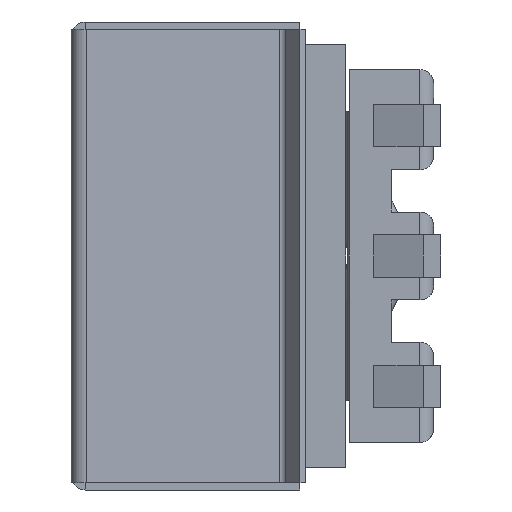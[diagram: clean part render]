
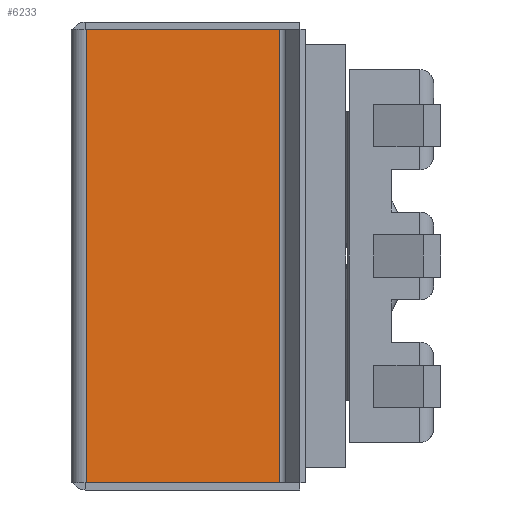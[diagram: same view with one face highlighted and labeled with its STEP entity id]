
A CAD part, left-side view. The second image highlights one B-rep face of the part: STEP entity #6233.
In plain terms, the highlighted planar face has unit normal (-0.998, -0.058, 0).
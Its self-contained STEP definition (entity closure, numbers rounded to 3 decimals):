
#605=PLANE('',#6767);
#940=FACE_OUTER_BOUND('',#1302,.T.);
#1302=EDGE_LOOP('',(#5702,#5703,#5704,#5705));
#1960=LINE('',#10655,#2630);
#1961=LINE('',#10657,#2631);
#1962=LINE('',#10659,#2632);
#1963=LINE('',#10660,#2633);
#2630=VECTOR('',#8150,10.);
#2631=VECTOR('',#8151,10.);
#2632=VECTOR('',#8152,10.);
#2633=VECTOR('',#8153,10.);
#3282=VERTEX_POINT('',#10646);
#3284=VERTEX_POINT('',#10654);
#3285=VERTEX_POINT('',#10656);
#3286=VERTEX_POINT('',#10658);
#4101=EDGE_CURVE('',#3284,#3282,#1960,.T.);
#4102=EDGE_CURVE('',#3285,#3284,#1961,.T.);
#4103=EDGE_CURVE('',#3285,#3286,#1962,.T.);
#4104=EDGE_CURVE('',#3282,#3286,#1963,.T.);
#5702=ORIENTED_EDGE('',*,*,#4101,.F.);
#5703=ORIENTED_EDGE('',*,*,#4102,.F.);
#5704=ORIENTED_EDGE('',*,*,#4103,.T.);
#5705=ORIENTED_EDGE('',*,*,#4104,.F.);
#6233=ADVANCED_FACE('',(#940),#605,.T.);
#6767=AXIS2_PLACEMENT_3D('',#10653,#8148,#8149);
#8148=DIRECTION('center_axis',(-0.998,-0.058,0.));
#8149=DIRECTION('ref_axis',(0.,0.,1.));
#8150=DIRECTION('',(0.,0.,-1.));
#8151=DIRECTION('',(0.058,-0.998,0.));
#8152=DIRECTION('',(0.,0.,-1.));
#8153=DIRECTION('',(-0.058,0.998,0.));
#10646=CARTESIAN_POINT('',(-2.903,-2.961,-3.225));
#10653=CARTESIAN_POINT('Origin',(-2.987,-1.522,0.));
#10654=CARTESIAN_POINT('',(-2.903,-2.961,3.225));
#10655=CARTESIAN_POINT('',(-2.903,-2.961,0.));
#10656=CARTESIAN_POINT('',(-3.063,-0.212,3.225));
#10657=CARTESIAN_POINT('',(-2.895,-3.099,3.225));
#10658=CARTESIAN_POINT('',(-3.063,-0.212,-3.225));
#10659=CARTESIAN_POINT('',(-3.063,-0.212,0.));
#10660=CARTESIAN_POINT('',(-3.097,0.385,-3.225));
